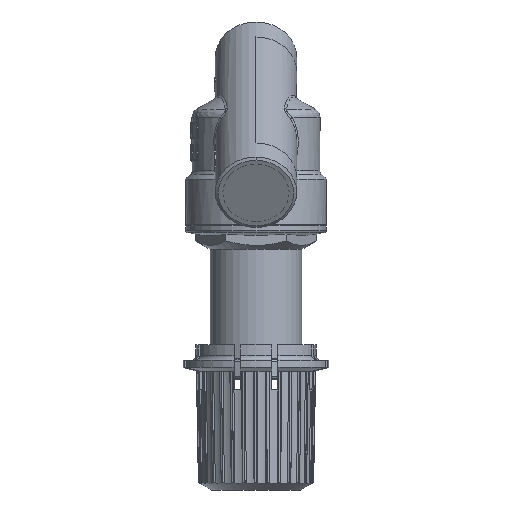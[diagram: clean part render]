
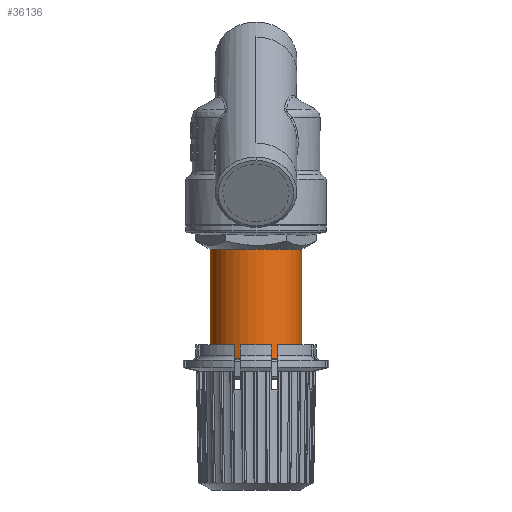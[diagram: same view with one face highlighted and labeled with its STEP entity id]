
A CAD part, left-side view. The second image highlights one B-rep face of the part: STEP entity #36136.
In plain terms, the highlighted cylindrical face has radius 14.7 mm (diameter 29.4 mm), a partial arc.
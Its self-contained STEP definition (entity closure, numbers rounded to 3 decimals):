
#863=DIRECTION('',(0.,0.,-1.));
#864=VECTOR('',#863,35.);
#865=CARTESIAN_POINT('',(0.,14.7,-44.));
#866=LINE('',#865,#864);
#12340=CARTESIAN_POINT('',(0.,0.,-79.));
#12341=DIRECTION('',(0.,0.,-1.));
#12342=DIRECTION('',(0.,-1.,0.));
#12343=AXIS2_PLACEMENT_3D('',#12340,#12341,#12342);
#12345=CARTESIAN_POINT('',(0.,0.,-44.));
#12346=DIRECTION('',(0.,0.,-1.));
#12347=DIRECTION('',(0.,-1.,0.));
#12348=AXIS2_PLACEMENT_3D('',#12345,#12346,#12347);
#12350=DIRECTION('',(0.,0.,-1.));
#12351=VECTOR('',#12350,35.);
#12352=CARTESIAN_POINT('',(0.,-14.7,-44.));
#12353=LINE('',#12352,#12351);
#14855=CARTESIAN_POINT('',(0.,-14.7,-44.));
#14856=CARTESIAN_POINT('',(0.,14.7,-44.));
#14857=VERTEX_POINT('',#14855);
#14858=VERTEX_POINT('',#14856);
#14875=CARTESIAN_POINT('',(0.,-14.7,-79.));
#14876=CARTESIAN_POINT('',(0.,14.7,-79.));
#14877=VERTEX_POINT('',#14875);
#14878=VERTEX_POINT('',#14876);
#36125=CARTESIAN_POINT('',(0.,0.,-22.));
#36126=DIRECTION('',(0.,0.,-1.));
#36127=DIRECTION('',(0.,-1.,0.));
#36128=AXIS2_PLACEMENT_3D('',#36125,#36126,#36127);
#36129=CYLINDRICAL_SURFACE('',#36128,14.7);
#36130=ORIENTED_EDGE('',*,*,#17798,.T.);
#36131=ORIENTED_EDGE('',*,*,#17775,.F.);
#36132=ORIENTED_EDGE('',*,*,#17727,.F.);
#36133=ORIENTED_EDGE('',*,*,#17772,.T.);
#36134=EDGE_LOOP('',(#36130,#36131,#36132,#36133));
#36135=FACE_OUTER_BOUND('',#36134,.F.);
#12344=CIRCLE('',#12343,14.7);
#12349=CIRCLE('',#12348,14.7);
#17727=EDGE_CURVE('',#14857,#14858,#12349,.T.);
#17772=EDGE_CURVE('',#14857,#14877,#12353,.T.);
#17775=EDGE_CURVE('',#14858,#14878,#866,.T.);
#17798=EDGE_CURVE('',#14877,#14878,#12344,.T.);
#36136=ADVANCED_FACE('',(#36135),#36129,.T.);
